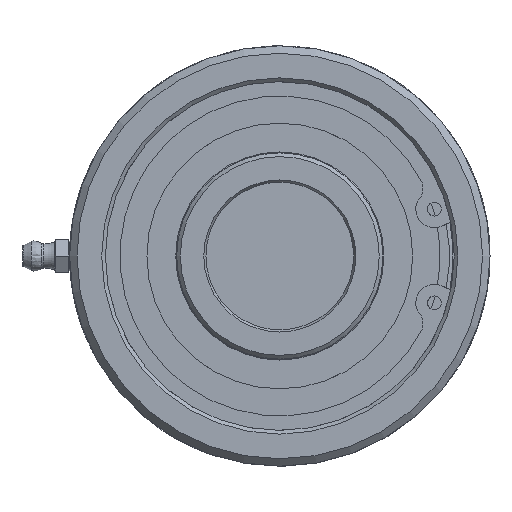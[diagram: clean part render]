
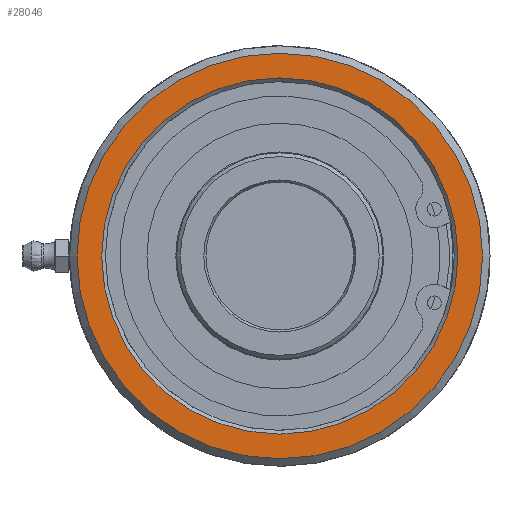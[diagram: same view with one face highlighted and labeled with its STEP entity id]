
A CAD part, left-side view. The second image highlights one B-rep face of the part: STEP entity #28046.
In plain terms, the highlighted planar face has unit normal (-1, 0, 0).
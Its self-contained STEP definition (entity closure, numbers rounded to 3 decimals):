
#235=FACE_BOUND('',#8249,.T.);
#811=PLANE('',#29649);
#6538=FACE_OUTER_BOUND('',#8248,.T.);
#8248=EDGE_LOOP('',(#25500));
#8249=EDGE_LOOP('',(#25501));
#9144=CIRCLE('',#29648,38.34);
#9145=CIRCLE('',#29650,43.65);
#13403=VERTEX_POINT('',#63488);
#13404=VERTEX_POINT('',#63492);
#17475=EDGE_CURVE('',#13403,#13403,#9144,.T.);
#17476=EDGE_CURVE('',#13404,#13404,#9145,.T.);
#25500=ORIENTED_EDGE('',*,*,#17476,.F.);
#25501=ORIENTED_EDGE('',*,*,#17475,.F.);
#28046=ADVANCED_FACE('',(#6538,#235),#811,.F.);
#29648=AXIS2_PLACEMENT_3D('',#63490,#34452,#34453);
#29649=AXIS2_PLACEMENT_3D('',#63491,#34454,#34455);
#29650=AXIS2_PLACEMENT_3D('',#63493,#34456,#34457);
#34452=DIRECTION('center_axis',(-1.,0.,0.));
#34453=DIRECTION('ref_axis',(0.,-1.,0.));
#34454=DIRECTION('center_axis',(1.,0.,0.));
#34455=DIRECTION('ref_axis',(0.,0.,-1.));
#34456=DIRECTION('center_axis',(1.,0.,0.));
#34457=DIRECTION('ref_axis',(0.,1.,0.));
#63488=CARTESIAN_POINT('',(-6.8,38.34,0.));
#63490=CARTESIAN_POINT('Origin',(-6.8,0.,0.));
#63491=CARTESIAN_POINT('Origin',(-6.8,47.988,0.));
#63492=CARTESIAN_POINT('',(-6.8,-43.65,0.));
#63493=CARTESIAN_POINT('Origin',(-6.8,0.,0.));
